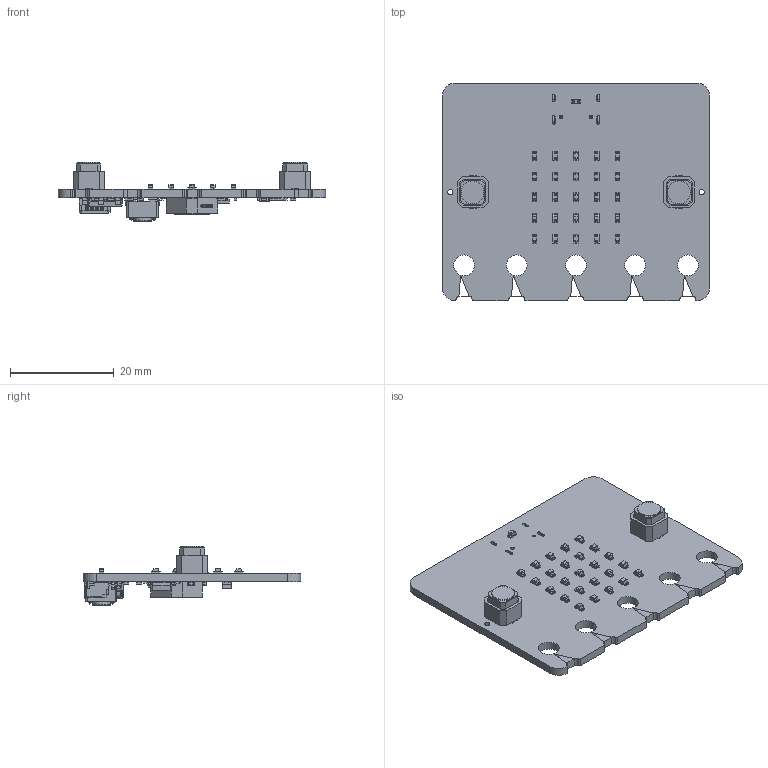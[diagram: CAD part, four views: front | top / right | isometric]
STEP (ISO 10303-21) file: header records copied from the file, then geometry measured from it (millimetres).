
FILE_DESCRIPTION(('Open CASCADE Model'),'2;1');
FILE_NAME('Open CASCADE Shape Model','2025-05-27T10:40:57',('Author'),( 'Open CASCADE'),'Open CASCADE STEP processor 7.5','Open CASCADE 7.5' ,'Unknown');
FILE_SCHEMA(('AUTOMOTIVE_DESIGN { 1 0 10303 214 1 1 1 1 }'));
Length unit declared in the file: millimetre
Products named in the file (105): PCB; Board; Open CASCADE STEP translator 7.5 1.1.1; D; DUELink-RA-Connector; R15; 6471106624; Extruded; 6471106384; R1; LIGHT; User Library-LTST-C190TBKT; User Library-LTST-C190TBKT_Pad; User Library-LTST-C190TBKT_Pad005; User Library-LTST-C190TBKT_Pad001; User Library-LTST-C190TBKT_Pad004; User Library-LTST-C190TBKT_Pad003; User Library-LTST-C190TBKT_Lens; RESET; TL3301NFxxxxJ; C1; 6471102064; 6471101904; C2; 0805 SMD Capacitor; R12; R11; R10; R9; 6471105024; 6471104784; R7; R6; R5; R8; D27; 0603 LED Red; Pad; Pad005; Pad001 ...
Assembly tree (178 placements, depth 4):
  PCB
    Board
      Open CASCADE STEP translator 7.5 1.1.1
    D
      DUELink-RA-Connector
    R15
      6471106624  x2
        Extruded
      6471106384
        Extruded
    R1
      6471106624  x2
        Extruded
      6471106384
        Extruded
    LIGHT
      User Library-LTST-C190TBKT
        User Library-LTST-C190TBKT_Pad
        User Library-LTST-C190TBKT_Pad005
        User Library-LTST-C190TBKT_Pad001
        User Library-LTST-C190TBKT_Pad004
        User Library-LTST-C190TBKT_Pad003
        User Library-LTST-C190TBKT_Lens
    RESET
      TL3301NFxxxxJ
    C1
      6471102064
        Extruded
      6471101904  x2
        Extruded
    C2
      0805 SMD Capacitor
    R12
      6471106624  x2
        Extruded
      6471106384
        Extruded
    R11
      6471106624  x2
        Extruded
      6471106384
        Extruded
    R10
      6471106624  x2
        Extruded
      6471106384
        Extruded
    R9
      6471105024  x2
        Extruded
      6471104784
        Extruded
    R7
      6471106624  x2
        Extruded
      6471106384
        Extruded
    R6
      6471106624  x2
        Extruded
Bounding box: 51.6 x 42 x 11.42 mm (x, y, z)
Volume: 4197.6 mm3; surface area: 7352.2 mm2
Topology: 329 solids, 342 shells, 5761 faces, 17285 edges, 14741 vertices
Faces by surface type: plane 4255, cylinder 1248, bspline 187, sphere 36, cone 30, torus 5
Full cylindrical faces by diameter (mm): 0.5 x2, 0.65 x2, 0.75 x4, 1 x2, 1.149 x1, 3.5 x1, 3.6 x1, 4 x5, 4.4 x2, 5 x1
Entity records: 166342 total; most frequent: CARTESIAN_POINT 32478, DIRECTION 20774, ORIENTED_EDGE 19094, LINE 9572, VECTOR 9572, EDGE_CURVE 9547, VERTEX_POINT 6235, AXIS2_PLACEMENT_3D 5601
